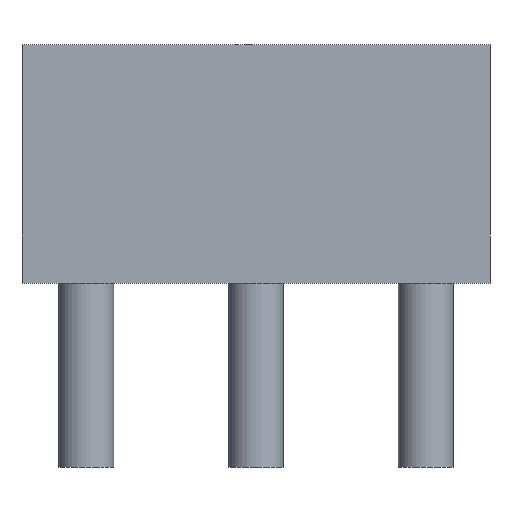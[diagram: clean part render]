
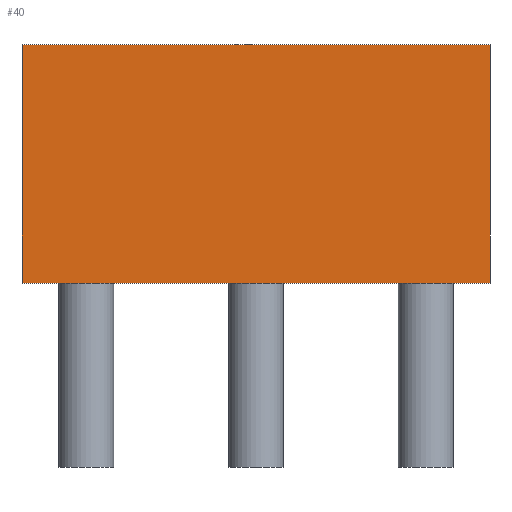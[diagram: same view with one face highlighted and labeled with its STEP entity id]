
A CAD part, front view. The second image highlights one B-rep face of the part: STEP entity #40.
In plain terms, the highlighted planar face has unit normal (0, -1, 0).
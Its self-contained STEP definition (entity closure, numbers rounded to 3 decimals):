
#40 = ADVANCED_FACE('',(#41),#55,.F.);
#41 = FACE_BOUND('',#42,.F.);
#42 = EDGE_LOOP('',(#43,#78,#106,#134));
#43 = ORIENTED_EDGE('',*,*,#44,.T.);
#44 = EDGE_CURVE('',#45,#47,#49,.T.);
#45 = VERTEX_POINT('',#46);
#46 = CARTESIAN_POINT('',(-1.775,4.8,0.));
#47 = VERTEX_POINT('',#48);
#48 = CARTESIAN_POINT('',(-1.775,4.8,6.6));
#49 = SURFACE_CURVE('',#50,(#54,#66),.PCURVE_S1.);
#50 = LINE('',#51,#52);
#51 = CARTESIAN_POINT('',(-1.775,4.8,0.));
#52 = VECTOR('',#53,1.);
#53 = DIRECTION('',(0.,0.,1.));
#54 = PCURVE('',#55,#60);
#55 = PLANE('',#56);
#56 = AXIS2_PLACEMENT_3D('',#57,#58,#59);
#57 = CARTESIAN_POINT('',(-1.775,4.8,0.));
#58 = DIRECTION('',(0.,1.,0.));
#59 = DIRECTION('',(1.,0.,0.));
#60 = DEFINITIONAL_REPRESENTATION('',(#61),#65);
#61 = LINE('',#62,#63);
#62 = CARTESIAN_POINT('',(0.,0.));
#63 = VECTOR('',#64,1.);
#64 = DIRECTION('',(0.,-1.));
#65 = ( GEOMETRIC_REPRESENTATION_CONTEXT(2) 
PARAMETRIC_REPRESENTATION_CONTEXT() REPRESENTATION_CONTEXT('2D SPACE',''
  ) );
#66 = PCURVE('',#67,#72);
#67 = PLANE('',#68);
#68 = AXIS2_PLACEMENT_3D('',#69,#70,#71);
#69 = CARTESIAN_POINT('',(-1.775,11.1,0.));
#70 = DIRECTION('',(1.,0.,-0.));
#71 = DIRECTION('',(0.,-1.,0.));
#72 = DEFINITIONAL_REPRESENTATION('',(#73),#77);
#73 = LINE('',#74,#75);
#74 = CARTESIAN_POINT('',(6.3,0.));
#75 = VECTOR('',#76,1.);
#76 = DIRECTION('',(0.,-1.));
#77 = ( GEOMETRIC_REPRESENTATION_CONTEXT(2) 
PARAMETRIC_REPRESENTATION_CONTEXT() REPRESENTATION_CONTEXT('2D SPACE',''
  ) );
#78 = ORIENTED_EDGE('',*,*,#79,.T.);
#79 = EDGE_CURVE('',#47,#80,#82,.T.);
#80 = VERTEX_POINT('',#81);
#81 = CARTESIAN_POINT('',(11.175,4.8,6.6));
#82 = SURFACE_CURVE('',#83,(#87,#94),.PCURVE_S1.);
#83 = LINE('',#84,#85);
#84 = CARTESIAN_POINT('',(-1.775,4.8,6.6));
#85 = VECTOR('',#86,1.);
#86 = DIRECTION('',(1.,0.,0.));
#87 = PCURVE('',#55,#88);
#88 = DEFINITIONAL_REPRESENTATION('',(#89),#93);
#89 = LINE('',#90,#91);
#90 = CARTESIAN_POINT('',(0.,-6.6));
#91 = VECTOR('',#92,1.);
#92 = DIRECTION('',(1.,0.));
#93 = ( GEOMETRIC_REPRESENTATION_CONTEXT(2) 
PARAMETRIC_REPRESENTATION_CONTEXT() REPRESENTATION_CONTEXT('2D SPACE',''
  ) );
#94 = PCURVE('',#95,#100);
#95 = PLANE('',#96);
#96 = AXIS2_PLACEMENT_3D('',#97,#98,#99);
#97 = CARTESIAN_POINT('',(4.7,7.95,6.6));
#98 = DIRECTION('',(0.,0.,1.));
#99 = DIRECTION('',(1.,0.,0.));
#100 = DEFINITIONAL_REPRESENTATION('',(#101),#105);
#101 = LINE('',#102,#103);
#102 = CARTESIAN_POINT('',(-6.475,-3.15));
#103 = VECTOR('',#104,1.);
#104 = DIRECTION('',(1.,0.));
#105 = ( GEOMETRIC_REPRESENTATION_CONTEXT(2) 
PARAMETRIC_REPRESENTATION_CONTEXT() REPRESENTATION_CONTEXT('2D SPACE',''
  ) );
#106 = ORIENTED_EDGE('',*,*,#107,.F.);
#107 = EDGE_CURVE('',#108,#80,#110,.T.);
#108 = VERTEX_POINT('',#109);
#109 = CARTESIAN_POINT('',(11.175,4.8,0.));
#110 = SURFACE_CURVE('',#111,(#115,#122),.PCURVE_S1.);
#111 = LINE('',#112,#113);
#112 = CARTESIAN_POINT('',(11.175,4.8,0.));
#113 = VECTOR('',#114,1.);
#114 = DIRECTION('',(0.,0.,1.));
#115 = PCURVE('',#55,#116);
#116 = DEFINITIONAL_REPRESENTATION('',(#117),#121);
#117 = LINE('',#118,#119);
#118 = CARTESIAN_POINT('',(12.95,0.));
#119 = VECTOR('',#120,1.);
#120 = DIRECTION('',(0.,-1.));
#121 = ( GEOMETRIC_REPRESENTATION_CONTEXT(2) 
PARAMETRIC_REPRESENTATION_CONTEXT() REPRESENTATION_CONTEXT('2D SPACE',''
  ) );
#122 = PCURVE('',#123,#128);
#123 = PLANE('',#124);
#124 = AXIS2_PLACEMENT_3D('',#125,#126,#127);
#125 = CARTESIAN_POINT('',(11.175,4.8,0.));
#126 = DIRECTION('',(-1.,0.,0.));
#127 = DIRECTION('',(0.,1.,0.));
#128 = DEFINITIONAL_REPRESENTATION('',(#129),#133);
#129 = LINE('',#130,#131);
#130 = CARTESIAN_POINT('',(0.,0.));
#131 = VECTOR('',#132,1.);
#132 = DIRECTION('',(0.,-1.));
#133 = ( GEOMETRIC_REPRESENTATION_CONTEXT(2) 
PARAMETRIC_REPRESENTATION_CONTEXT() REPRESENTATION_CONTEXT('2D SPACE',''
  ) );
#134 = ORIENTED_EDGE('',*,*,#135,.F.);
#135 = EDGE_CURVE('',#45,#108,#136,.T.);
#136 = SURFACE_CURVE('',#137,(#141,#148),.PCURVE_S1.);
#137 = LINE('',#138,#139);
#138 = CARTESIAN_POINT('',(-1.775,4.8,0.));
#139 = VECTOR('',#140,1.);
#140 = DIRECTION('',(1.,0.,0.));
#141 = PCURVE('',#55,#142);
#142 = DEFINITIONAL_REPRESENTATION('',(#143),#147);
#143 = LINE('',#144,#145);
#144 = CARTESIAN_POINT('',(0.,0.));
#145 = VECTOR('',#146,1.);
#146 = DIRECTION('',(1.,0.));
#147 = ( GEOMETRIC_REPRESENTATION_CONTEXT(2) 
PARAMETRIC_REPRESENTATION_CONTEXT() REPRESENTATION_CONTEXT('2D SPACE',''
  ) );
#148 = PCURVE('',#149,#154);
#149 = PLANE('',#150);
#150 = AXIS2_PLACEMENT_3D('',#151,#152,#153);
#151 = CARTESIAN_POINT('',(4.7,7.95,0.));
#152 = DIRECTION('',(0.,0.,1.));
#153 = DIRECTION('',(1.,0.,0.));
#154 = DEFINITIONAL_REPRESENTATION('',(#155),#159);
#155 = LINE('',#156,#157);
#156 = CARTESIAN_POINT('',(-6.475,-3.15));
#157 = VECTOR('',#158,1.);
#158 = DIRECTION('',(1.,0.));
#159 = ( GEOMETRIC_REPRESENTATION_CONTEXT(2) 
PARAMETRIC_REPRESENTATION_CONTEXT() REPRESENTATION_CONTEXT('2D SPACE',''
  ) );
